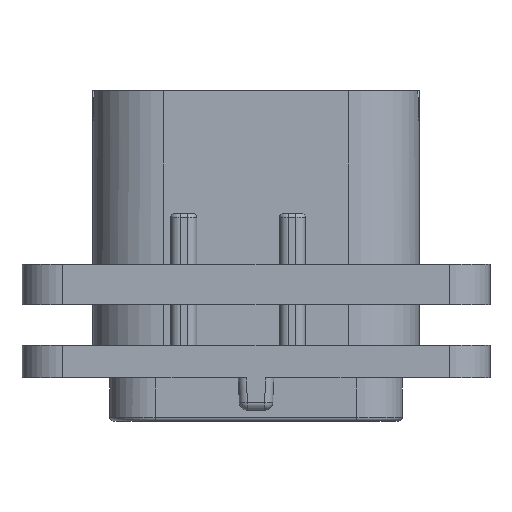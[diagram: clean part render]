
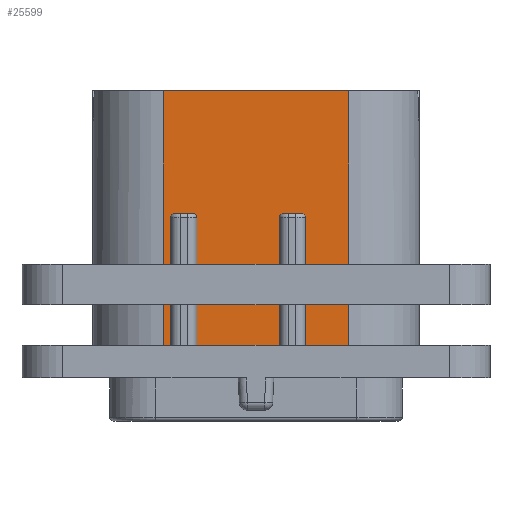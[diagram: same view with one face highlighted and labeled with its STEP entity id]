
A CAD part, front view. The second image highlights one B-rep face of the part: STEP entity #25599.
In plain terms, the highlighted planar face has unit normal (0, -1, 0).
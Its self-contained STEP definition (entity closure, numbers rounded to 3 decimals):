
#1176=DIRECTION('',(1.,0.,0.));
#1177=VECTOR('',#1176,11.4);
#1178=CARTESIAN_POINT('',(-5.7,-9.,17.67));
#1179=LINE('',#1178,#1177);
#5099=DIRECTION('',(1.,0.,0.));
#5100=VECTOR('',#5099,0.45);
#5101=CARTESIAN_POINT('',(-5.7,-9.,2.));
#5102=LINE('',#5101,#5100);
#5192=CARTESIAN_POINT('',(1.69,-9.,9.87));
#5193=DIRECTION('',(0.,1.,0.));
#5194=DIRECTION('',(-1.,0.,0.));
#5195=AXIS2_PLACEMENT_3D('',#5192,#5193,#5194);
#5227=DIRECTION('',(1.,0.,0.));
#5228=VECTOR('',#5227,5.09);
#5229=CARTESIAN_POINT('',(-3.65,-9.,2.));
#5230=LINE('',#5229,#5228);
#5273=CARTESIAN_POINT('',(-3.9,-9.,9.87));
#5274=DIRECTION('',(0.,1.,0.));
#5275=DIRECTION('',(0.,0.,1.));
#5276=AXIS2_PLACEMENT_3D('',#5273,#5274,#5275);
#5286=DIRECTION('',(0.,0.,1.));
#5287=VECTOR('',#5286,7.87);
#5288=CARTESIAN_POINT('',(3.04,-9.,2.));
#5289=LINE('',#5288,#5287);
#5290=DIRECTION('',(1.,0.,0.));
#5291=VECTOR('',#5290,1.1);
#5292=CARTESIAN_POINT('',(1.69,-9.,10.12));
#5293=LINE('',#5292,#5291);
#5294=DIRECTION('',(0.,0.,1.));
#5295=VECTOR('',#5294,7.87);
#5296=CARTESIAN_POINT('',(1.44,-9.,2.));
#5297=LINE('',#5296,#5295);
#5298=DIRECTION('',(0.,0.,1.));
#5299=VECTOR('',#5298,7.87);
#5300=CARTESIAN_POINT('',(-3.65,-9.,2.));
#5301=LINE('',#5300,#5299);
#5302=DIRECTION('',(1.,0.,0.));
#5303=VECTOR('',#5302,1.1);
#5304=CARTESIAN_POINT('',(-5.,-9.,10.12));
#5305=LINE('',#5304,#5303);
#5306=DIRECTION('',(0.,0.,1.));
#5307=VECTOR('',#5306,7.87);
#5308=CARTESIAN_POINT('',(-5.25,-9.,2.));
#5309=LINE('',#5308,#5307);
#5310=DIRECTION('',(0.,0.,-1.));
#5311=VECTOR('',#5310,15.67);
#5312=CARTESIAN_POINT('',(-5.7,-9.,17.67));
#5313=LINE('',#5312,#5311);
#5314=DIRECTION('',(0.,0.,-1.));
#5315=VECTOR('',#5314,15.67);
#5316=CARTESIAN_POINT('',(5.7,-9.,17.67));
#5317=LINE('',#5316,#5315);
#5331=CARTESIAN_POINT('',(2.79,-9.,9.87));
#5332=DIRECTION('',(0.,1.,0.));
#5333=DIRECTION('',(0.,0.,1.));
#5334=AXIS2_PLACEMENT_3D('',#5331,#5332,#5333);
#5381=DIRECTION('',(1.,0.,0.));
#5382=VECTOR('',#5381,2.66);
#5383=CARTESIAN_POINT('',(3.04,-9.,2.));
#5384=LINE('',#5383,#5382);
#8760=CARTESIAN_POINT('',(-5.,-9.,9.87));
#8761=DIRECTION('',(0.,1.,0.));
#8762=DIRECTION('',(-1.,0.,0.));
#8763=AXIS2_PLACEMENT_3D('',#8760,#8761,#8762);
#15728=CARTESIAN_POINT('',(-5.7,-9.,17.67));
#15729=CARTESIAN_POINT('',(-5.7,-9.,2.));
#15730=VERTEX_POINT('',#15728);
#15731=VERTEX_POINT('',#15729);
#15732=CARTESIAN_POINT('',(5.7,-9.,17.67));
#15733=CARTESIAN_POINT('',(5.7,-9.,2.));
#15734=VERTEX_POINT('',#15732);
#15735=VERTEX_POINT('',#15733);
#15886=CARTESIAN_POINT('',(-5.25,-9.,2.));
#15887=VERTEX_POINT('',#15886);
#15888=CARTESIAN_POINT('',(-3.65,-9.,2.));
#15889=CARTESIAN_POINT('',(1.44,-9.,2.));
#15890=VERTEX_POINT('',#15888);
#15891=VERTEX_POINT('',#15889);
#15892=CARTESIAN_POINT('',(3.04,-9.,2.));
#15893=VERTEX_POINT('',#15892);
#18371=CARTESIAN_POINT('',(-3.65,-9.,9.87));
#18373=VERTEX_POINT('',#18371);
#18375=CARTESIAN_POINT('',(-3.9,-9.,10.12));
#18377=VERTEX_POINT('',#18375);
#18398=CARTESIAN_POINT('',(-5.,-9.,10.12));
#18399=VERTEX_POINT('',#18398);
#18400=CARTESIAN_POINT('',(-5.25,-9.,9.87));
#18401=VERTEX_POINT('',#18400);
#18403=CARTESIAN_POINT('',(3.04,-9.,9.87));
#18405=VERTEX_POINT('',#18403);
#18407=CARTESIAN_POINT('',(2.79,-9.,10.12));
#18409=VERTEX_POINT('',#18407);
#18410=CARTESIAN_POINT('',(1.69,-9.,10.12));
#18412=VERTEX_POINT('',#18410);
#18414=CARTESIAN_POINT('',(1.44,-9.,9.87));
#18416=VERTEX_POINT('',#18414);
#25571=CARTESIAN_POINT('',(-10.05,-9.,2.));
#25572=DIRECTION('',(0.,-1.,0.));
#25573=DIRECTION('',(1.,0.,0.));
#25574=AXIS2_PLACEMENT_3D('',#25571,#25572,#25573);
#25575=PLANE('',#25574);
#25577=ORIENTED_EDGE('',*,*,#25576,.T.);
#25579=ORIENTED_EDGE('',*,*,#25578,.F.);
#25580=ORIENTED_EDGE('',*,*,#25414,.F.);
#25581=ORIENTED_EDGE('',*,*,#25446,.F.);
#25582=ORIENTED_EDGE('',*,*,#25461,.F.);
#25583=ORIENTED_EDGE('',*,*,#25491,.F.);
#25584=ORIENTED_EDGE('',*,*,#25564,.T.);
#25585=ORIENTED_EDGE('',*,*,#25553,.F.);
#25586=ORIENTED_EDGE('',*,*,#25539,.F.);
#25588=ORIENTED_EDGE('',*,*,#25587,.F.);
#25590=ORIENTED_EDGE('',*,*,#25589,.F.);
#25591=ORIENTED_EDGE('',*,*,#25302,.F.);
#25592=ORIENTED_EDGE('',*,*,#19751,.F.);
#25593=ORIENTED_EDGE('',*,*,#19936,.T.);
#25594=ORIENTED_EDGE('',*,*,#20194,.T.);
#25596=ORIENTED_EDGE('',*,*,#25595,.F.);
#25597=EDGE_LOOP('',(#25577,#25579,#25580,#25581,#25582,#25583,#25584,#25585,
#25586,#25588,#25590,#25591,#25592,#25593,#25594,#25596));
#25598=FACE_OUTER_BOUND('',#25597,.F.);
#25599=ADVANCED_FACE('',(#25598),#25575,.T.);
#5196=CIRCLE('',#5195,0.25);
#5277=CIRCLE('',#5276,0.25);
#5335=CIRCLE('',#5334,0.25);
#8764=CIRCLE('',#8763,0.25);
#19751=EDGE_CURVE('',#15730,#15731,#5313,.T.);
#19936=EDGE_CURVE('',#15730,#15734,#1179,.T.);
#20194=EDGE_CURVE('',#15734,#15735,#5317,.T.);
#25302=EDGE_CURVE('',#15731,#15887,#5102,.T.);
#25414=EDGE_CURVE('',#18412,#18409,#5293,.T.);
#25446=EDGE_CURVE('',#18416,#18412,#5196,.T.);
#25461=EDGE_CURVE('',#15891,#18416,#5297,.T.);
#25491=EDGE_CURVE('',#15890,#15891,#5230,.T.);
#25539=EDGE_CURVE('',#18399,#18377,#5305,.T.);
#25553=EDGE_CURVE('',#18377,#18373,#5277,.T.);
#25564=EDGE_CURVE('',#15890,#18373,#5301,.T.);
#25576=EDGE_CURVE('',#15893,#18405,#5289,.T.);
#25578=EDGE_CURVE('',#18409,#18405,#5335,.T.);
#25587=EDGE_CURVE('',#18401,#18399,#8764,.T.);
#25589=EDGE_CURVE('',#15887,#18401,#5309,.T.);
#25595=EDGE_CURVE('',#15893,#15735,#5384,.T.);
